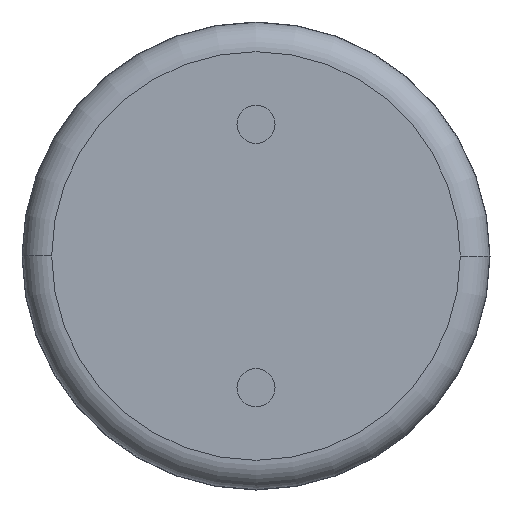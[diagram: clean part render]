
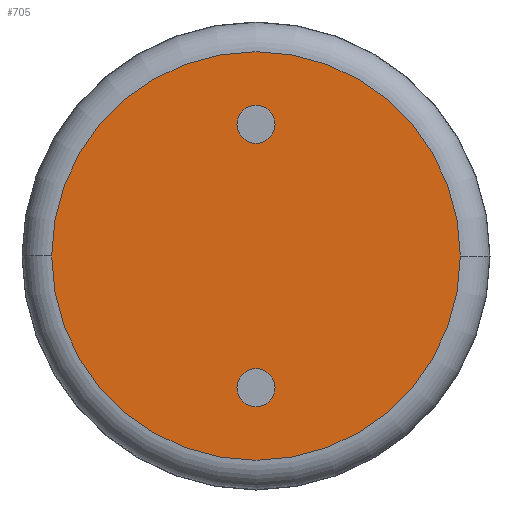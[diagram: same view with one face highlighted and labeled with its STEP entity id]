
A CAD part, front view. The second image highlights one B-rep face of the part: STEP entity #705.
In plain terms, the highlighted planar face has unit normal (0, -1, 0).
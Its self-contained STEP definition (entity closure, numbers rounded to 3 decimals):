
#344=CARTESIAN_POINT('',(0.,0.,0.));
#345=DIRECTION('',(0.,-1.,0.));
#346=DIRECTION('',(-1.,0.,0.));
#347=AXIS2_PLACEMENT_3D('',#344,#345,#346);
#408=CARTESIAN_POINT('',(0.,0.,0.));
#409=DIRECTION('',(0.,-1.,0.));
#410=DIRECTION('',(1.,0.,0.));
#411=AXIS2_PLACEMENT_3D('',#408,#409,#410);
#542=CARTESIAN_POINT('',(0.,0.,2.25));
#543=DIRECTION('',(0.,1.,0.));
#544=DIRECTION('',(-1.,0.,0.));
#545=AXIS2_PLACEMENT_3D('',#542,#543,#544);
#558=CARTESIAN_POINT('',(0.,0.,2.25));
#559=DIRECTION('',(0.,1.,0.));
#560=DIRECTION('',(1.,0.,0.));
#561=AXIS2_PLACEMENT_3D('',#558,#559,#560);
#588=CARTESIAN_POINT('',(0.,0.,-2.25));
#589=DIRECTION('',(0.,1.,0.));
#590=DIRECTION('',(-1.,0.,0.));
#591=AXIS2_PLACEMENT_3D('',#588,#589,#590);
#604=CARTESIAN_POINT('',(0.,0.,-2.25));
#605=DIRECTION('',(0.,1.,0.));
#606=DIRECTION('',(1.,0.,0.));
#607=AXIS2_PLACEMENT_3D('',#604,#605,#606);
#658=CARTESIAN_POINT('',(-3.492,0.,0.));
#659=CARTESIAN_POINT('',(3.492,0.,0.));
#660=VERTEX_POINT('',#658);
#661=VERTEX_POINT('',#659);
#674=CARTESIAN_POINT('',(-0.325,0.,2.25));
#675=CARTESIAN_POINT('',(0.325,0.,2.25));
#676=VERTEX_POINT('',#674);
#677=VERTEX_POINT('',#675);
#678=CARTESIAN_POINT('',(-0.325,0.,-2.25));
#679=CARTESIAN_POINT('',(0.325,0.,-2.25));
#680=VERTEX_POINT('',#678);
#681=VERTEX_POINT('',#679);
#682=CARTESIAN_POINT('',(0.,0.,0.));
#683=DIRECTION('',(0.,-1.,0.));
#684=DIRECTION('',(-1.,0.,0.));
#685=AXIS2_PLACEMENT_3D('',#682,#683,#684);
#686=PLANE('',#685);
#688=ORIENTED_EDGE('',*,*,#687,.F.);
#690=ORIENTED_EDGE('',*,*,#689,.F.);
#691=EDGE_LOOP('',(#688,#690));
#692=FACE_OUTER_BOUND('',#691,.F.);
#694=ORIENTED_EDGE('',*,*,#693,.F.);
#696=ORIENTED_EDGE('',*,*,#695,.F.);
#697=EDGE_LOOP('',(#694,#696));
#698=FACE_BOUND('',#697,.F.);
#700=ORIENTED_EDGE('',*,*,#699,.F.);
#702=ORIENTED_EDGE('',*,*,#701,.F.);
#703=EDGE_LOOP('',(#700,#702));
#704=FACE_BOUND('',#703,.F.);
#705=ADVANCED_FACE('',(#692,#698,#704),#686,.T.);
#348=CIRCLE('',#347,3.492);
#412=CIRCLE('',#411,3.492);
#546=CIRCLE('',#545,0.325);
#562=CIRCLE('',#561,0.325);
#592=CIRCLE('',#591,0.325);
#608=CIRCLE('',#607,0.325);
#687=EDGE_CURVE('',#660,#661,#348,.T.);
#689=EDGE_CURVE('',#661,#660,#412,.T.);
#693=EDGE_CURVE('',#676,#677,#546,.T.);
#695=EDGE_CURVE('',#677,#676,#562,.T.);
#699=EDGE_CURVE('',#680,#681,#592,.T.);
#701=EDGE_CURVE('',#681,#680,#608,.T.);
